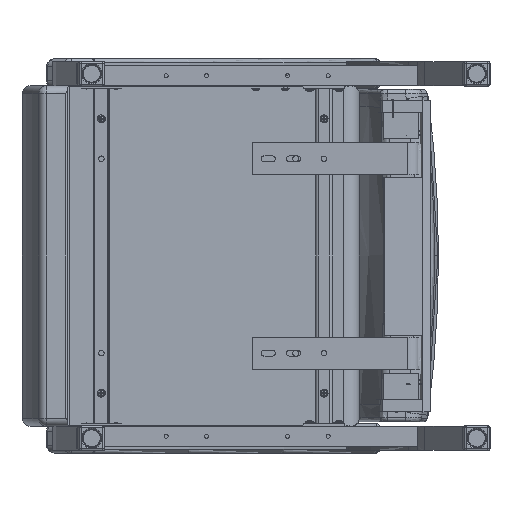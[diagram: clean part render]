
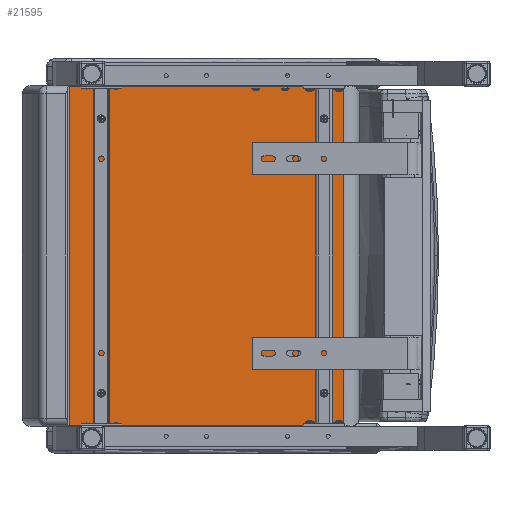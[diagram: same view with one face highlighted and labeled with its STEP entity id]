
A CAD part, front view. The second image highlights one B-rep face of the part: STEP entity #21595.
In plain terms, the highlighted planar face has unit normal (0, -1, 0).
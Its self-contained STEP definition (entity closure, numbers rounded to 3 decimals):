
#1362=PLANE('',#23717);
#3098=FACE_OUTER_BOUND('',#4636,.T.);
#4636=EDGE_LOOP('',(#16710,#16711,#16712,#16713));
#7110=LINE('',#40522,#8357);
#7126=LINE('',#40656,#8373);
#7132=LINE('',#40743,#8379);
#7133=LINE('',#40745,#8380);
#8357=VECTOR('',#27528,0.394);
#8373=VECTOR('',#27604,0.394);
#8379=VECTOR('',#27666,0.394);
#8380=VECTOR('',#27669,0.394);
#9921=VERTEX_POINT('',#40510);
#9922=VERTEX_POINT('',#40521);
#9946=VERTEX_POINT('',#40644);
#9947=VERTEX_POINT('',#40655);
#12242=EDGE_CURVE('',#9921,#9922,#7110,.T.);
#12281=EDGE_CURVE('',#9946,#9947,#7126,.T.);
#12306=EDGE_CURVE('',#9946,#9922,#7132,.T.);
#12307=EDGE_CURVE('',#9947,#9921,#7133,.T.);
#16710=ORIENTED_EDGE('',*,*,#12242,.F.);
#16711=ORIENTED_EDGE('',*,*,#12307,.F.);
#16712=ORIENTED_EDGE('',*,*,#12281,.F.);
#16713=ORIENTED_EDGE('',*,*,#12306,.T.);
#21595=ADVANCED_FACE('',(#3098),#1362,.T.);
#23717=AXIS2_PLACEMENT_3D('',#40744,#27667,#27668);
#27528=DIRECTION('',(1.,0.,0.));
#27604=DIRECTION('',(-1.,0.,0.));
#27666=DIRECTION('',(0.,0.,1.));
#27667=DIRECTION('center_axis',(0.,-1.,0.));
#27668=DIRECTION('ref_axis',(1.,0.,0.));
#27669=DIRECTION('',(0.,0.,1.));
#40510=CARTESIAN_POINT('',(-12.083,0.797,20.966));
#40521=CARTESIAN_POINT('',(4.791,0.797,20.966));
#40522=CARTESIAN_POINT('',(-9.146,0.797,20.966));
#40644=CARTESIAN_POINT('',(4.791,0.797,0.034));
#40655=CARTESIAN_POINT('',(-12.083,0.797,0.034));
#40656=CARTESIAN_POINT('',(-9.146,0.797,0.034));
#40743=CARTESIAN_POINT('',(4.791,0.797,0.));
#40744=CARTESIAN_POINT('Origin',(-12.083,0.797,0.));
#40745=CARTESIAN_POINT('',(-12.083,0.797,0.));
